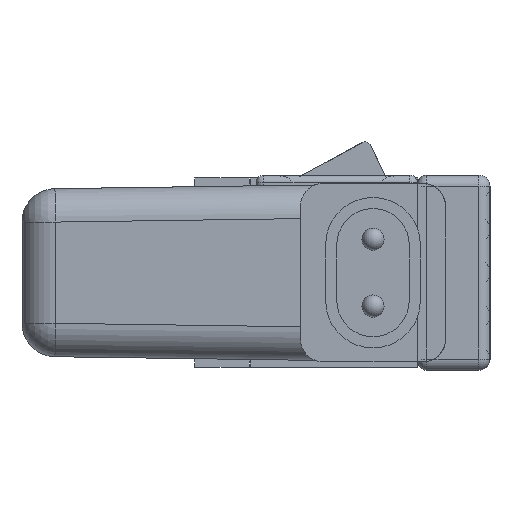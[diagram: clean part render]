
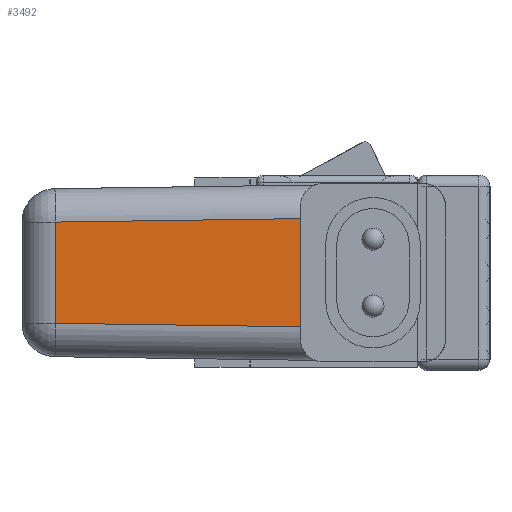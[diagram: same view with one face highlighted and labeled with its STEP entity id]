
A CAD part, left-side view. The second image highlights one B-rep face of the part: STEP entity #3492.
In plain terms, the highlighted planar face has unit normal (-1, 0, 0).
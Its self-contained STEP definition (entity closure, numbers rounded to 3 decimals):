
#63 = VERTEX_POINT ( 'NONE', #5394 ) ;
#90 = VECTOR ( 'NONE', #162, 1000. ) ;
#162 = DIRECTION ( 'NONE',  ( 0., -1., -0.014 ) ) ;
#223 = CARTESIAN_POINT ( 'NONE',  ( -197.5, 17., 4.852 ) ) ;
#543 = CARTESIAN_POINT ( 'NONE',  ( -197.5, 17., -4.852 ) ) ;
#758 = VECTOR ( 'NONE', #5609, 1000. ) ;
#778 = CARTESIAN_POINT ( 'NONE',  ( -197.5, 17., 8. ) ) ;
#787 = DIRECTION ( 'NONE',  ( 0., 0., -1. ) ) ;
#821 = EDGE_LOOP ( 'NONE', ( #2247, #5440, #2604, #5060 ) ) ;
#980 = VERTEX_POINT ( 'NONE', #6466 ) ;
#1094 = VECTOR ( 'NONE', #787, 1000. ) ;
#1285 = VERTEX_POINT ( 'NONE', #223 ) ;
#1658 = LINE ( 'NONE', #4002, #90 ) ;
#2247 = ORIENTED_EDGE ( 'NONE', *, *, #5161, .T. ) ;
#2496 = LINE ( 'NONE', #5830, #758 ) ;
#2604 = ORIENTED_EDGE ( 'NONE', *, *, #3006, .T. ) ;
#2926 = LINE ( 'NONE', #6993, #7317 ) ;
#3006 = EDGE_CURVE ( 'NONE', #1285, #63, #2926, .T. ) ;
#3262 = EDGE_CURVE ( 'NONE', #1285, #3364, #4186, .T. ) ;
#3364 = VERTEX_POINT ( 'NONE', #543 ) ;
#3492 = ADVANCED_FACE ( 'NONE', ( #4564 ), #6507, .T. ) ;
#3548 = EDGE_CURVE ( 'NONE', #63, #980, #2496, .T. ) ;
#4002 = CARTESIAN_POINT ( 'NONE',  ( -197.5, 0.072, -5.09 ) ) ;
#4186 = LINE ( 'NONE', #778, #1094 ) ;
#4564 = FACE_OUTER_BOUND ( 'NONE', #821, .T. ) ;
#5060 = ORIENTED_EDGE ( 'NONE', *, *, #3548, .T. ) ;
#5161 = EDGE_CURVE ( 'NONE', #980, #3364, #1658, .T. ) ;
#5394 = CARTESIAN_POINT ( 'NONE',  ( -197.5, 39., 4.542 ) ) ;
#5440 = ORIENTED_EDGE ( 'NONE', *, *, #3262, .F. ) ;
#5609 = DIRECTION ( 'NONE',  ( 0., 0., -1. ) ) ;
#5830 = CARTESIAN_POINT ( 'NONE',  ( -197.5, 39., 0. ) ) ;
#5898 = AXIS2_PLACEMENT_3D ( 'NONE', #6483, #6408, #6401 ) ;
#6401 = DIRECTION ( 'NONE',  ( 0., 0., 1. ) ) ;
#6408 = DIRECTION ( 'NONE',  ( -1., 0., 0. ) ) ;
#6466 = CARTESIAN_POINT ( 'NONE',  ( -197.5, 39., -4.542 ) ) ;
#6483 = CARTESIAN_POINT ( 'NONE',  ( -197.5, 0., 0. ) ) ;
#6507 = PLANE ( 'NONE',  #5898 ) ;
#6915 = DIRECTION ( 'NONE',  ( 0., 1., -0.014 ) ) ;
#6993 = CARTESIAN_POINT ( 'NONE',  ( -197.5, 0.072, 5.09 ) ) ;
#7317 = VECTOR ( 'NONE', #6915, 1000. ) ;
